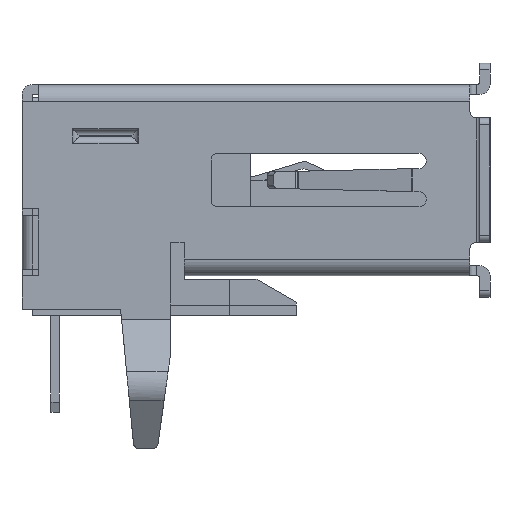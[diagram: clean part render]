
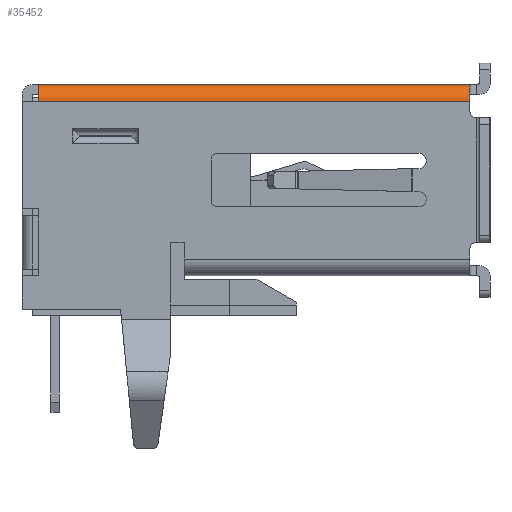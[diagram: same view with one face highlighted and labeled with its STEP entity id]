
A CAD part, left-side view. The second image highlights one B-rep face of the part: STEP entity #35452.
In plain terms, the highlighted cylindrical face has radius 0.5 mm (diameter 1 mm), a partial arc.
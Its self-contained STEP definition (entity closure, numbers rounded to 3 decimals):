
#990 = CIRCLE ( 'NONE', #11508, 0.5 ) ;
#1476 = CARTESIAN_POINT ( 'NONE',  ( -6.05, 6.7, 2.36 ) ) ;
#1929 = CARTESIAN_POINT ( 'NONE',  ( -6.05, -6.4, 2.86 ) ) ;
#2369 = EDGE_LOOP ( 'NONE', ( #21152, #24692, #30798, #7742 ) ) ;
#2679 = VERTEX_POINT ( 'NONE', #4144 ) ;
#3659 = DIRECTION ( 'NONE',  ( 0., 0., -1. ) ) ;
#4144 = CARTESIAN_POINT ( 'NONE',  ( -6.05, 6.5, 2.86 ) ) ;
#5025 = VERTEX_POINT ( 'NONE', #16249 ) ;
#5368 = VERTEX_POINT ( 'NONE', #13889 ) ;
#5523 = AXIS2_PLACEMENT_3D ( 'NONE', #1476, #12291, #24028 ) ;
#6421 = DIRECTION ( 'NONE',  ( 0., -1., 0. ) ) ;
#7366 = EDGE_CURVE ( 'NONE', #5025, #36132, #32159, .T. ) ;
#7742 = ORIENTED_EDGE ( 'NONE', *, *, #7366, .T. ) ;
#9369 = DIRECTION ( 'NONE',  ( 0., 1., 0. ) ) ;
#11508 = AXIS2_PLACEMENT_3D ( 'NONE', #20145, #6421, #3659 ) ;
#12128 = DIRECTION ( 'NONE',  ( 0., -1., 0. ) ) ;
#12291 = DIRECTION ( 'NONE',  ( 0., -1., 0. ) ) ;
#13889 = CARTESIAN_POINT ( 'NONE',  ( -6.55, 6.5, 2.36 ) ) ;
#15060 = LINE ( 'NONE', #32617, #22669 ) ;
#16249 = CARTESIAN_POINT ( 'NONE',  ( -6.55, -6.4, 2.36 ) ) ;
#19207 = DIRECTION ( 'NONE',  ( 0., -1., 0. ) ) ;
#20145 = CARTESIAN_POINT ( 'NONE',  ( -6.05, 6.5, 2.36 ) ) ;
#20255 = CARTESIAN_POINT ( 'NONE',  ( -6.05, 6.7, 2.86 ) ) ;
#20479 = EDGE_CURVE ( 'NONE', #2679, #5368, #990, .T. ) ;
#20549 = DIRECTION ( 'NONE',  ( -1., 0., 0. ) ) ;
#21152 = ORIENTED_EDGE ( 'NONE', *, *, #25557, .F. ) ;
#22669 = VECTOR ( 'NONE', #12128, 1000. ) ;
#22797 = VECTOR ( 'NONE', #19207, 1000. ) ;
#24028 = DIRECTION ( 'NONE',  ( 0., 0., -1. ) ) ;
#24438 = EDGE_CURVE ( 'NONE', #5368, #5025, #15060, .T. ) ;
#24692 = ORIENTED_EDGE ( 'NONE', *, *, #20479, .T. ) ;
#25557 = EDGE_CURVE ( 'NONE', #2679, #36132, #35895, .T. ) ;
#29521 = FACE_OUTER_BOUND ( 'NONE', #2369, .T. ) ;
#30798 = ORIENTED_EDGE ( 'NONE', *, *, #24438, .T. ) ;
#31385 = CARTESIAN_POINT ( 'NONE',  ( -6.05, -6.4, 2.36 ) ) ;
#31741 = CYLINDRICAL_SURFACE ( 'NONE', #5523, 0.5 ) ;
#32159 = CIRCLE ( 'NONE', #33906, 0.5 ) ;
#32617 = CARTESIAN_POINT ( 'NONE',  ( -6.55, 6.7, 2.36 ) ) ;
#33906 = AXIS2_PLACEMENT_3D ( 'NONE', #31385, #9369, #20549 ) ;
#35452 = ADVANCED_FACE ( 'NONE', ( #29521 ), #31741, .T. ) ;
#35895 = LINE ( 'NONE', #20255, #22797 ) ;
#36132 = VERTEX_POINT ( 'NONE', #1929 ) ;
